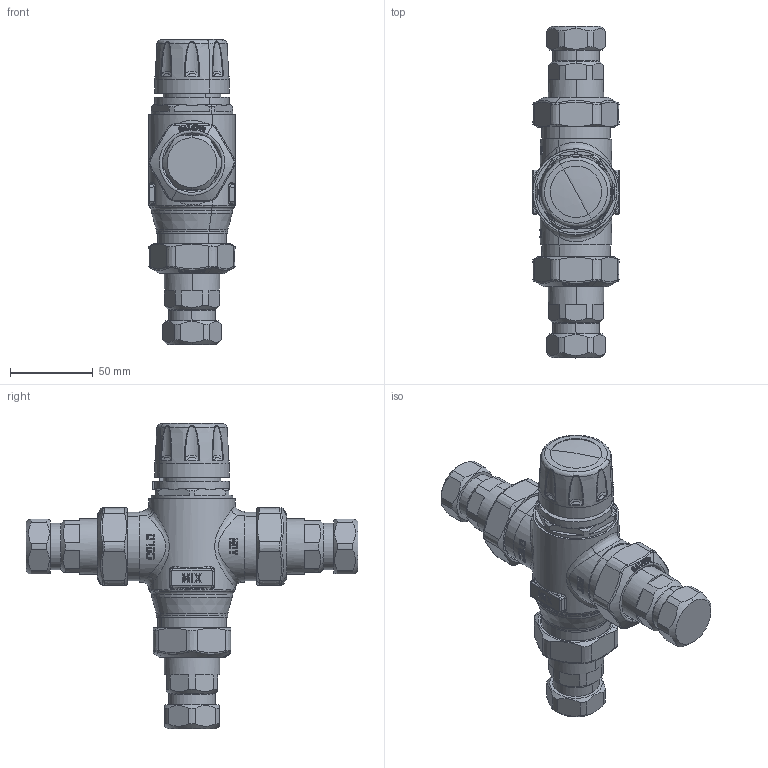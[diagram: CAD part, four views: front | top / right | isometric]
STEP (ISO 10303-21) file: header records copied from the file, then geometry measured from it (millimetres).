
FILE_DESCRIPTION(('CATIA V5 STEP Exchange','CAx-IF Rec.Pracs.--- Model Styling and Organization---1.5--- 2016-08-15','CAx-IF Rec.Pracs.---Supplemental Geometry---1.0---2011-11-01','CAx-IF Rec.Pracs.--- Composite Materials ---3.4---2017-06-13','CAx-IF Rec.Pracs.---Tessellated 3D Geometry---1.0---2015-12-17'),'2;1');
FILE_NAME('STEP_523052_-_TST.stp','2025-09-03T09:05:53+00:00',('none'),('none'),'CATIA Version 5-6 Release 2020 SP5','CATIA V5 STEP AP242 v2','none');
FILE_SCHEMA(('AP242_MANAGED_MODEL_BASED_3D_ENGINEERING_MIM_LF {1 0 10303 442 1 1 4}'));
Products named in the file (1): 523052 - TST
Bounding box: 53 x 200.5 x 184.5 mm (x, y, z)
Volume: 465376.7 mm3; surface area: 65611.8 mm2
Topology: 1 solids, 4 shells, 2010 faces, 4720 edges, 2618 vertices
Faces by surface type: bspline 1095, cylinder 272, plane 253, sphere 180, cone 113, torus 93, revolution 4
Entity records: 109037 total; most frequent: CARTESIAN_POINT 74911, ORIENTED_EDGE 9110, EDGE_CURVE 4555, B_SPLINE_CURVE_WITH_KNOTS 3101, DIRECTION 2864, VERTEX_POINT 2618, EDGE_LOOP 2075, ADVANCED_FACE 2010
